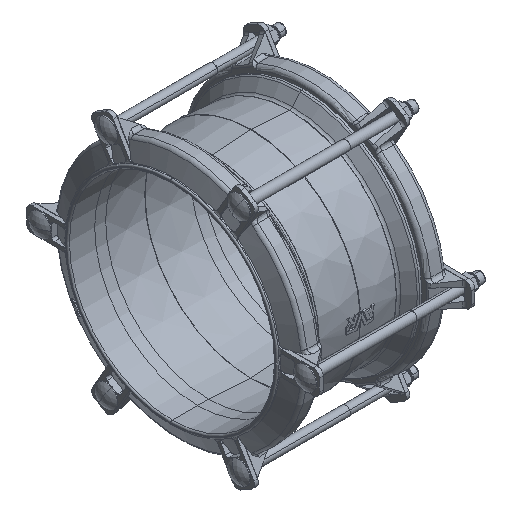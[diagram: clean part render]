
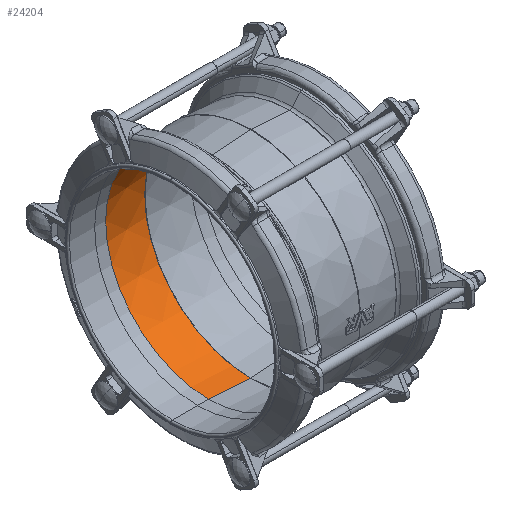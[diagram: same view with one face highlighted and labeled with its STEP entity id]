
A CAD part, isometric view. The second image highlights one B-rep face of the part: STEP entity #24204.
In plain terms, the highlighted conical face has half-angle 4 degrees and reference radius 139.367 mm.
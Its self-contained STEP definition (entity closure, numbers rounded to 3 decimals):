
#381 = DIRECTION ( 'NONE',  ( 0.998, 0., 0.07 ) ) ;
#389 = CARTESIAN_POINT ( 'NONE',  ( -0.209, 0., 139.367 ) ) ;
#528 = DIRECTION ( 'NONE',  ( 0.998, 0., -0.07 ) ) ;
#535 = CARTESIAN_POINT ( 'NONE',  ( -0.209, 0., -139.367 ) ) ;
#2311 = AXIS2_PLACEMENT_3D ( 'NONE', #6753, #6750, #6749 ) ;
#6749 = DIRECTION ( 'NONE',  ( 0., 0., -1. ) ) ;
#6750 = DIRECTION ( 'NONE',  ( 1., 0., 0. ) ) ;
#6753 = CARTESIAN_POINT ( 'NONE',  ( -0.209, 0., 0. ) ) ;
#7592 = FACE_OUTER_BOUND ( 'NONE', #46908, .T. ) ;
#7609 = CONICAL_SURFACE ( 'NONE', #2311, 139.367, 0.07 ) ;
#9381 = EDGE_CURVE ( 'NONE', #18466, #18462, #43322, .T. ) ;
#9382 = EDGE_CURVE ( 'NONE', #18464, #18463, #43318, .T. ) ;
#15336 = CARTESIAN_POINT ( 'NONE',  ( -0.209, 0., 0. ) ) ;
#15337 = DIRECTION ( 'NONE',  ( 1., 0., 0. ) ) ;
#15338 = DIRECTION ( 'NONE',  ( 0., 0., -1. ) ) ;
#15341 = CARTESIAN_POINT ( 'NONE',  ( -55.507, 0., 0. ) ) ;
#15342 = DIRECTION ( 'NONE',  ( 1., 0., 0. ) ) ;
#15343 = DIRECTION ( 'NONE',  ( 0., 0., -1. ) ) ;
#18169 = ORIENTED_EDGE ( 'NONE', *, *, #20804, .F. ) ;
#18170 = ORIENTED_EDGE ( 'NONE', *, *, #9382, .F. ) ;
#18171 = ORIENTED_EDGE ( 'NONE', *, *, #20845, .T. ) ;
#18172 = ORIENTED_EDGE ( 'NONE', *, *, #9381, .T. ) ;
#18462 = VERTEX_POINT ( 'NONE', #33351 ) ;
#18463 = VERTEX_POINT ( 'NONE', #33366 ) ;
#18464 = VERTEX_POINT ( 'NONE', #33353 ) ;
#18466 = VERTEX_POINT ( 'NONE', #33369 ) ;
#20804 = EDGE_CURVE ( 'NONE', #18463, #18462, #31046, .T. ) ;
#20845 = EDGE_CURVE ( 'NONE', #18464, #18466, #31084, .T. ) ;
#24204 = ADVANCED_FACE ( 'NONE', ( #7592 ), #7609, .F. ) ;
#29367 = AXIS2_PLACEMENT_3D ( 'NONE', #15336, #15337, #15338 ) ;
#29371 = AXIS2_PLACEMENT_3D ( 'NONE', #15341, #15342, #15343 ) ;
#31046 = LINE ( 'NONE', #389, #31051 ) ;
#31051 = VECTOR ( 'NONE', #381, 1000. ) ;
#31084 = LINE ( 'NONE', #535, #31086 ) ;
#31086 = VECTOR ( 'NONE', #528, 1000. ) ;
#33351 = CARTESIAN_POINT ( 'NONE',  ( -0.209, 0., 139.367 ) ) ;
#33353 = CARTESIAN_POINT ( 'NONE',  ( -55.507, 0., -135.5 ) ) ;
#33366 = CARTESIAN_POINT ( 'NONE',  ( -55.507, 0., 135.5 ) ) ;
#33369 = CARTESIAN_POINT ( 'NONE',  ( -0.209, 0., -139.367 ) ) ;
#43318 = CIRCLE ( 'NONE', #29371, 135.5 ) ;
#43322 = CIRCLE ( 'NONE', #29367, 139.367 ) ;
#46908 = EDGE_LOOP ( 'NONE', ( #18169, #18170, #18171, #18172 ) ) ;
